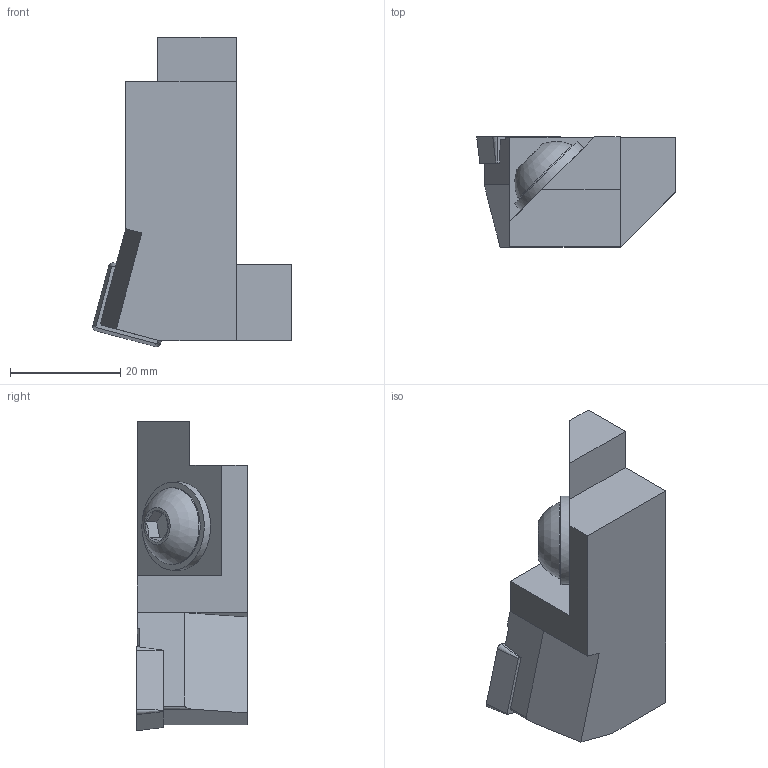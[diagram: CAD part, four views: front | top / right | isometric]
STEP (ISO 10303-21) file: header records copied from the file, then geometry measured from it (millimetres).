
FILE_DESCRIPTION(/* description */ (''),/* implementation_level */ '2;1');
FILE_NAME(/* name */ '1560777973325.stp',/* time_stamp */ '2019-06-17T15:26:17+02:00',/* author */ (''),/* organization */ ('SMS'),/* preprocessor_version */ 'ST-DEVELOPER v15',/* originating_system */ 'SIEMENS PLM Software NX 8.5',/* authorisation */ '');
FILE_SCHEMA (('AUTOMOTIVE_DESIGN { 1 0 10303 214 3 1 1 1 }'));
Length unit declared in the file: millimetre
Products named in the file (4): IsoTurningInsert; 202354167mod000_00; ASSEMBLY_CONSTRUCTION; 202354165mod000_00
Assembly tree (3 placements, depth 2):
  202354165mod000_00
    ASSEMBLY_CONSTRUCTION
    202354167mod000_00
    IsoTurningInsert
Bounding box: 36.01 x 20.01 x 56.08 mm (x, y, z)
Volume: 20359.1 mm3; surface area: 6130.7 mm2
Topology: 2 solids, 2 shells, 62 faces, 147 edges, 99 vertices
Faces by surface type: plane 39, cone 12, cylinder 6, torus 4, sphere 1
Full cylindrical faces by diameter (mm): 5.5 x2, 13.875 x1, 16 x1
Entity records: 1915 total; most frequent: CARTESIAN_POINT 375, DIRECTION 301, ORIENTED_EDGE 260, EDGE_CURVE 130, AXIS2_PLACEMENT_3D 105, LINE 91, VECTOR 91, VERTEX_POINT 87
